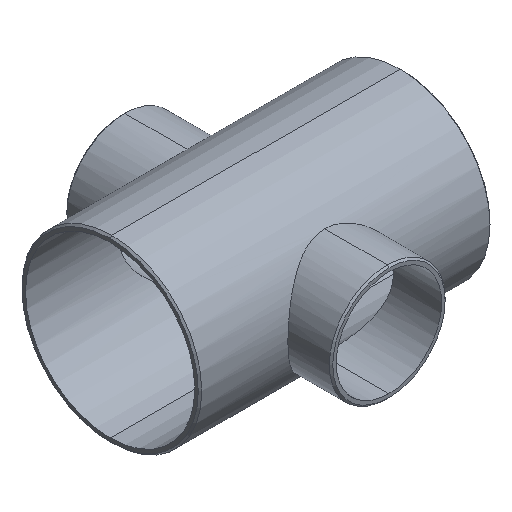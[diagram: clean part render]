
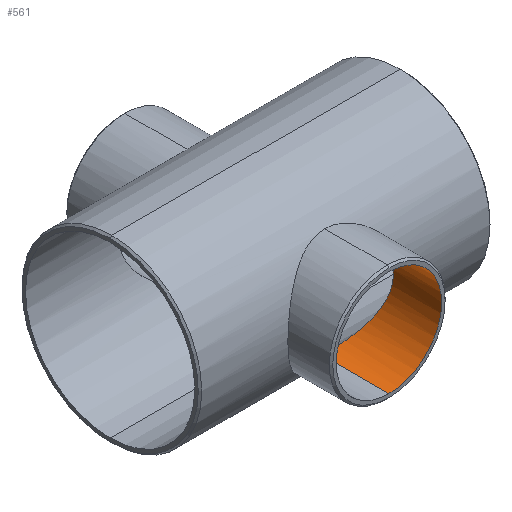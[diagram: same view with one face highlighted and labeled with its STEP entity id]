
A CAD part, isometric view. The second image highlights one B-rep face of the part: STEP entity #561.
In plain terms, the highlighted cylindrical face has radius 64.262 mm (diameter 128.524 mm), a partial arc.
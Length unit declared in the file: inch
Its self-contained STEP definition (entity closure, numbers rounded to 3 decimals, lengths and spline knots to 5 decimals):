
#4 = CARTESIAN_POINT ( 'NONE',  ( 2.18454, -3.8567, 1.27889 ) ) ;
#12 = CARTESIAN_POINT ( 'NONE',  ( 0.90975, -3.30536, 2.36221 ) ) ;
#79 = CARTESIAN_POINT ( 'NONE',  ( 2.53034, -4.06271, 0.16467 ) ) ;
#84 = CARTESIAN_POINT ( 'NONE',  ( 2.24045, -3.88875, -1.17601 ) ) ;
#87 = CARTESIAN_POINT ( 'NONE',  ( 0.66944, -3.24733, -2.44124 ) ) ;
#100 = VERTEX_POINT ( 'NONE', #577 ) ;
#102 = ORIENTED_EDGE ( 'NONE', *, *, #687, .F. ) ;
#103 = CARTESIAN_POINT ( 'NONE',  ( 1.89863, -3.70233, 1.67264 ) ) ;
#105 = DIRECTION ( 'NONE',  ( 0., 1., 0. ) ) ;
#111 = CARTESIAN_POINT ( 'NONE',  ( 0., -3.17852, -2.53 ) ) ;
#115 = CARTESIAN_POINT ( 'NONE',  ( 1.84416, -3.67469, 1.73252 ) ) ;
#163 = AXIS2_PLACEMENT_3D ( 'NONE', #704, #1239, #1233 ) ;
#172 = CARTESIAN_POINT ( 'NONE',  ( 2.39255, -3.97831, 0.82681 ) ) ;
#180 = CARTESIAN_POINT ( 'NONE',  ( 2.29569, -3.92084, -1.06416 ) ) ;
#189 = CARTESIAN_POINT ( 'NONE',  ( 1.72719, -3.61739, -1.84914 ) ) ;
#202 = CARTESIAN_POINT ( 'NONE',  ( 2.13869, -3.83087, -1.35406 ) ) ;
#208 = CARTESIAN_POINT ( 'NONE',  ( 2.05086, -3.78254, 1.48375 ) ) ;
#215 = CARTESIAN_POINT ( 'NONE',  ( 1.02365, -3.3391, 2.31403 ) ) ;
#219 = EDGE_CURVE ( 'NONE', #1119, #100, #1234, .T. ) ;
#253 = VECTOR ( 'NONE', #334, 39.37008 ) ;
#283 = EDGE_CURVE ( 'NONE', #1119, #893, #1111, .T. ) ;
#292 = CARTESIAN_POINT ( 'NONE',  ( 1.16808, -3.38619, -2.24459 ) ) ;
#305 = CARTESIAN_POINT ( 'NONE',  ( 2.00231, -3.75586, -1.55495 ) ) ;
#312 = CARTESIAN_POINT ( 'NONE',  ( 0.04263, -3.17852, 2.53 ) ) ;
#318 = AXIS2_PLACEMENT_3D ( 'NONE', #320, #105, #734 ) ;
#320 = CARTESIAN_POINT ( 'NONE',  ( 0., -6.38, 0. ) ) ;
#334 = DIRECTION ( 'NONE',  ( 0., 1., 0. ) ) ;
#386 = CARTESIAN_POINT ( 'NONE',  ( 2.31283, -3.93091, -1.02637 ) ) ;
#392 = CARTESIAN_POINT ( 'NONE',  ( 2.25948, -3.89975, -1.13903 ) ) ;
#404 = CARTESIAN_POINT ( 'NONE',  ( 2.36402, -3.96118, 0.90509 ) ) ;
#411 = CARTESIAN_POINT ( 'NONE',  ( 1.34509, -3.45087, -2.14433 ) ) ;
#417 = CARTESIAN_POINT ( 'NONE',  ( 0.42651, -3.20674, 2.49416 ) ) ;
#424 = CARTESIAN_POINT ( 'NONE',  ( 1.27959, -3.42576, 2.18408 ) ) ;
#464 = EDGE_CURVE ( 'NONE', #100, #581, #849, .T. ) ;
#490 = CARTESIAN_POINT ( 'NONE',  ( 1.89979, -3.70166, -1.67863 ) ) ;
#502 = CARTESIAN_POINT ( 'NONE',  ( 2.44203, -4.00826, 0.66663 ) ) ;
#505 = CARTESIAN_POINT ( 'NONE',  ( 0.90591, -3.3043, -2.36368 ) ) ;
#512 = CARTESIAN_POINT ( 'NONE',  ( 0.58811, -3.23143, -2.46217 ) ) ;
#527 = CARTESIAN_POINT ( 'NONE',  ( 0.08549, -3.17938, 2.52892 ) ) ;
#534 = CARTESIAN_POINT ( 'NONE',  ( 1.13557, -3.3751, 2.26121 ) ) ;
#561 = ADVANCED_FACE ( 'NONE', ( #652 ), #1037, .F. ) ;
#577 = CARTESIAN_POINT ( 'NONE',  ( 0., -6.38, -2.53 ) ) ;
#581 = VERTEX_POINT ( 'NONE', #111 ) ;
#582 = CARTESIAN_POINT ( 'NONE',  ( 0., -6.38, 2.53 ) ) ;
#593 = DIRECTION ( 'NONE',  ( 0., 1., 0. ) ) ;
#595 = CARTESIAN_POINT ( 'NONE',  ( 2.52539, -4.05962, -0.17523 ) ) ;
#605 = CARTESIAN_POINT ( 'NONE',  ( 1.13142, -3.37371, -2.26329 ) ) ;
#624 = CARTESIAN_POINT ( 'NONE',  ( 0.17145, -3.18285, 2.52455 ) ) ;
#629 = CARTESIAN_POINT ( 'NONE',  ( 0.67373, -3.24823, 2.44006 ) ) ;
#631 = CARTESIAN_POINT ( 'NONE',  ( 0., -6.38, -2.53 ) ) ;
#652 = FACE_OUTER_BOUND ( 'NONE', #1336, .T. ) ;
#687 = EDGE_CURVE ( 'NONE', #581, #893, #1038, .T. ) ;
#696 = CARTESIAN_POINT ( 'NONE',  ( 1.75665, -3.63155, -1.82119 ) ) ;
#702 = CARTESIAN_POINT ( 'NONE',  ( 0., -3.17852, -2.53 ) ) ;
#704 = CARTESIAN_POINT ( 'NONE',  ( 0., -6.38, 0. ) ) ;
#718 = ORIENTED_EDGE ( 'NONE', *, *, #464, .F. ) ;
#725 = CARTESIAN_POINT ( 'NONE',  ( 0., -3.17852, 2.53 ) ) ;
#732 = CARTESIAN_POINT ( 'NONE',  ( 2.29864, -3.92257, 1.05776 ) ) ;
#734 = DIRECTION ( 'NONE',  ( 0., 0., -1. ) ) ;
#739 = CARTESIAN_POINT ( 'NONE',  ( 0.83222, -3.28476, 2.39065 ) ) ;
#770 = CARTESIAN_POINT ( 'NONE',  ( 0., -3.17852, 2.53 ) ) ;
#794 = CARTESIAN_POINT ( 'NONE',  ( 2.44349, -4.00911, -0.67713 ) ) ;
#807 = CARTESIAN_POINT ( 'NONE',  ( 0.16991, -3.17852, -2.53 ) ) ;
#810 = CARTESIAN_POINT ( 'NONE',  ( 0., -6.38, 2.53 ) ) ;
#812 = CARTESIAN_POINT ( 'NONE',  ( 2.31568, -3.93259, 1.01992 ) ) ;
#820 = CARTESIAN_POINT ( 'NONE',  ( 0.82832, -3.28377, -2.39201 ) ) ;
#828 = CARTESIAN_POINT ( 'NONE',  ( 0.34196, -3.19659, 2.50715 ) ) ;
#833 = CARTESIAN_POINT ( 'NONE',  ( 0.59277, -3.23229, 2.46103 ) ) ;
#849 = LINE ( 'NONE', #631, #253 ) ;
#893 = VERTEX_POINT ( 'NONE', #770 ) ;
#902 = CARTESIAN_POINT ( 'NONE',  ( 2.50768, -4.04863, -0.34619 ) ) ;
#907 = CARTESIAN_POINT ( 'NONE',  ( 2.39379, -3.97876, -0.83556 ) ) ;
#927 = CARTESIAN_POINT ( 'NONE',  ( 1.54867, -3.53363, 2.00709 ) ) ;
#935 = CARTESIAN_POINT ( 'NONE',  ( 1.67254, -3.59031, 1.90522 ) ) ;
#942 = CARTESIAN_POINT ( 'NONE',  ( 2.24377, -3.89066, 1.16967 ) ) ;
#949 = CARTESIAN_POINT ( 'NONE',  ( 1.06122, -3.35081, 2.29704 ) ) ;
#1007 = CARTESIAN_POINT ( 'NONE',  ( 0.33815, -3.19222, -2.51306 ) ) ;
#1012 = CARTESIAN_POINT ( 'NONE',  ( 1.54334, -3.53296, -2.00636 ) ) ;
#1017 = VECTOR ( 'NONE', #593, 39.37008 ) ;
#1019 = CARTESIAN_POINT ( 'NONE',  ( 2.18122, -3.85483, -1.28451 ) ) ;
#1027 = ORIENTED_EDGE ( 'NONE', *, *, #219, .F. ) ;
#1035 = CARTESIAN_POINT ( 'NONE',  ( 1.17207, -3.38757, 2.2425 ) ) ;
#1037 = CYLINDRICAL_SURFACE ( 'NONE', #318, 2.53 ) ;
#1038 = B_SPLINE_CURVE_WITH_KNOTS ( 'NONE', 3,
 ( #702, #807, #1007, #512, #87, #820, #505, #1323, #1115, #605, #292, #1122, #411, #1236, #1012, #1315, #1135, #189, #696, #490, #305, #202, #1019, #84, #392, #180, #386, #907, #794, #1214, #902, #595, #1108, #79, #1327, #1332, #502, #172, #404, #812, #732, #1258, #942, #4, #1250, #208, #1346, #1049, #103, #115, #1149, #935, #927, #1352, #424, #1035, #534, #949, #215, #12, #739, #629, #833, #1141, #417, #828, #1243, #624, #527, #312, #725 ),
 .UNSPECIFIED., .F., .F.,
 ( 4, 2, 2, 2, 2, 2, 2, 2, 2, 2, 2, 2, 2, 2, 2, 2, 2, 2, 2, 2, 2, 2, 2, 2, 2, 2, 2, 2, 2, 2, 2, 2, 2, 1, 2, 4 ),
 ( 0.2092, 0.22208, 0.22852, 0.23496, 0.23818, 0.2414, 0.24784, 0.25428, 0.2575, 0.26072, 0.2736, 0.28005, 0.28327, 0.28649, 0.29937, 0.30581, 0.31225, 0.32513, 0.33157, 0.33801, 0.34123, 0.34445, 0.35089, 0.35733, 0.36055, 0.36377, 0.37665, 0.38309, 0.38632, 0.38954, 0.39598, 0.40242, 0.40564, 0.40886, 0.41208, 0.4153 ),
 .UNSPECIFIED. ) ;
#1049 = CARTESIAN_POINT ( 'NONE',  ( 1.92512, -3.71599, 1.64209 ) ) ;
#1108 = CARTESIAN_POINT ( 'NONE',  ( 2.52982, -4.06239, -0.09004 ) ) ;
#1111 = LINE ( 'NONE', #810, #1017 ) ;
#1115 = CARTESIAN_POINT ( 'NONE',  ( 1.05723, -3.34956, -2.29888 ) ) ;
#1119 = VERTEX_POINT ( 'NONE', #582 ) ;
#1122 = CARTESIAN_POINT ( 'NONE',  ( 1.27584, -3.42436, -2.18628 ) ) ;
#1135 = CARTESIAN_POINT ( 'NONE',  ( 1.66723, -3.58915, -1.90338 ) ) ;
#1141 = CARTESIAN_POINT ( 'NONE',  ( 0.46849, -3.2126, 2.48661 ) ) ;
#1149 = CARTESIAN_POINT ( 'NONE',  ( 1.81613, -3.6607, 1.76188 ) ) ;
#1214 = CARTESIAN_POINT ( 'NONE',  ( 2.49458, -4.04051, -0.43016 ) ) ;
#1233 = DIRECTION ( 'NONE',  ( 0., 0., -1. ) ) ;
#1234 = CIRCLE ( 'NONE', #163, 2.53 ) ;
#1236 = CARTESIAN_POINT ( 'NONE',  ( 1.47884, -3.50517, -2.05437 ) ) ;
#1239 = DIRECTION ( 'NONE',  ( 0., 1., 0. ) ) ;
#1243 = CARTESIAN_POINT ( 'NONE',  ( 0.25706, -3.18805, 2.518 ) ) ;
#1250 = CARTESIAN_POINT ( 'NONE',  ( 2.14195, -3.83269, 1.34891 ) ) ;
#1257 = ORIENTED_EDGE ( 'NONE', *, *, #283, .T. ) ;
#1258 = CARTESIAN_POINT ( 'NONE',  ( 2.26271, -3.90162, 1.13259 ) ) ;
#1315 = CARTESIAN_POINT ( 'NONE',  ( 1.63669, -3.57505, -1.92971 ) ) ;
#1323 = CARTESIAN_POINT ( 'NONE',  ( 1.01973, -3.33789, -2.31576 ) ) ;
#1327 = CARTESIAN_POINT ( 'NONE',  ( 2.51376, -4.05232, 0.33335 ) ) ;
#1332 = CARTESIAN_POINT ( 'NONE',  ( 2.463, -4.02109, 0.58467 ) ) ;
#1336 = EDGE_LOOP ( 'NONE', ( #1027, #1257, #102, #718 ) ) ;
#1346 = CARTESIAN_POINT ( 'NONE',  ( 2.00234, -3.75639, 1.54857 ) ) ;
#1352 = CARTESIAN_POINT ( 'NONE',  ( 1.34865, -3.45227, 2.14208 ) ) ;
